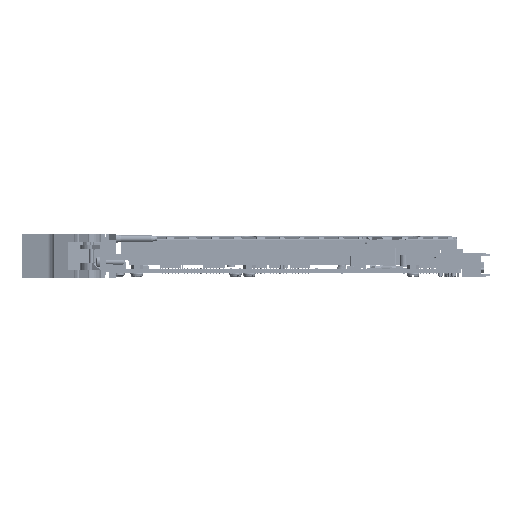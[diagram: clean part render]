
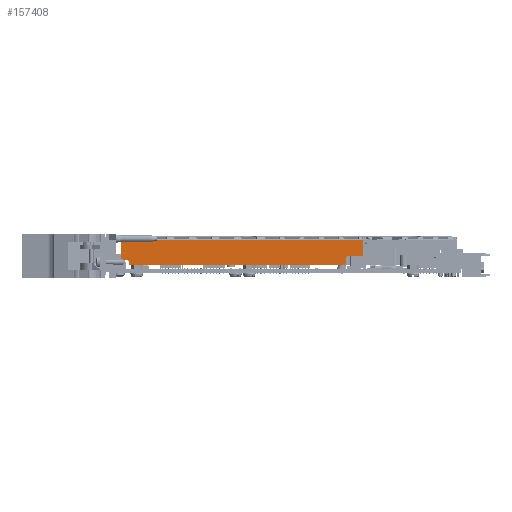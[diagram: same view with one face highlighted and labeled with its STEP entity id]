
A CAD part, front view. The second image highlights one B-rep face of the part: STEP entity #157408.
In plain terms, the highlighted planar face has unit normal (0, -1, 0).
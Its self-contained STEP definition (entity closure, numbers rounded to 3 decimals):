
#306 = CARTESIAN_POINT ( 'NONE',  ( 26.043, -44.38, -3.149 ) ) ;
#24488 = VECTOR ( 'NONE', #85534, 1000. ) ;
#24498 = CIRCLE ( 'NONE', #57164, 1. ) ;
#24508 = LINE ( 'NONE', #85568, #24511 ) ;
#24511 = VECTOR ( 'NONE', #85569, 1000. ) ;
#24519 = CIRCLE ( 'NONE', #57187, 1. ) ;
#24538 = LINE ( 'NONE', #85587, #24540 ) ;
#24540 = VECTOR ( 'NONE', #85581, 1000. ) ;
#24547 = LINE ( 'NONE', #85611, #24550 ) ;
#24550 = VECTOR ( 'NONE', #85626, 1000. ) ;
#38153 = FACE_OUTER_BOUND ( 'NONE', #228238, .T. ) ;
#57127 = AXIS2_PLACEMENT_3D ( 'NONE', #85463, #85464, #85465 ) ;
#57131 = AXIS2_PLACEMENT_3D ( 'NONE', #85480, #85481, #85482 ) ;
#57134 = AXIS2_PLACEMENT_3D ( 'NONE', #85495, #85496, #85497 ) ;
#57152 = AXIS2_PLACEMENT_3D ( 'NONE', #85517, #85518, #85519 ) ;
#57164 = AXIS2_PLACEMENT_3D ( 'NONE', #85546, #85547, #85548 ) ;
#57187 = AXIS2_PLACEMENT_3D ( 'NONE', #85583, #85584, #85585 ) ;
#85457 = CARTESIAN_POINT ( 'NONE',  ( 75.779, -44.38, -6.149 ) ) ;
#85459 = DIRECTION ( 'NONE',  ( -1., 0., 0. ) ) ;
#85463 = CARTESIAN_POINT ( 'NONE',  ( -72.24, -44.38, -5.149 ) ) ;
#85464 = DIRECTION ( 'NONE',  ( 0., -1., 0. ) ) ;
#85465 = DIRECTION ( 'NONE',  ( 0., 0., 1. ) ) ;
#85466 = CARTESIAN_POINT ( 'NONE',  ( -73.24, -44.38, -4.649 ) ) ;
#85467 = DIRECTION ( 'NONE',  ( 0., 0., 1. ) ) ;
#85470 = CARTESIAN_POINT ( 'NONE',  ( -76.84, -44.38, -3.649 ) ) ;
#85471 = DIRECTION ( 'NONE',  ( -1., 0., 0. ) ) ;
#85480 = CARTESIAN_POINT ( 'NONE',  ( -75.84, -44.38, -2.649 ) ) ;
#85481 = DIRECTION ( 'NONE',  ( 0., -1., 0. ) ) ;
#85482 = DIRECTION ( 'NONE',  ( 0., 0., 1. ) ) ;
#85483 = CARTESIAN_POINT ( 'NONE',  ( -76.84, -44.38, -6.149 ) ) ;
#85484 = DIRECTION ( 'NONE',  ( 0., 0., 1. ) ) ;
#85495 = CARTESIAN_POINT ( 'NONE',  ( -74.24, -44.38, -4.649 ) ) ;
#85496 = DIRECTION ( 'NONE',  ( 0., -1., 0. ) ) ;
#85497 = DIRECTION ( 'NONE',  ( -1., 0., 0. ) ) ;
#85517 = CARTESIAN_POINT ( 'NONE',  ( 25.043, -44.38, -5.149 ) ) ;
#85518 = DIRECTION ( 'NONE',  ( 0., -1., 0. ) ) ;
#85519 = DIRECTION ( 'NONE',  ( 0., 0., 1. ) ) ;
#85533 = CARTESIAN_POINT ( 'NONE',  ( 26.043, -44.38, -2.149 ) ) ;
#85534 = DIRECTION ( 'NONE',  ( 0., 0., -1. ) ) ;
#85546 = CARTESIAN_POINT ( 'NONE',  ( 27.043, -44.38, -3.149 ) ) ;
#85547 = DIRECTION ( 'NONE',  ( 0., 1., 0. ) ) ;
#85548 = DIRECTION ( 'NONE',  ( 0., 0., 1. ) ) ;
#85568 = CARTESIAN_POINT ( 'NONE',  ( 34.043, -44.38, -2.149 ) ) ;
#85569 = DIRECTION ( 'NONE',  ( -1., 0., 0. ) ) ;
#85581 = DIRECTION ( 'NONE',  ( 0., 0., 1. ) ) ;
#85583 = CARTESIAN_POINT ( 'NONE',  ( 33.043, -44.38, -1.149 ) ) ;
#85584 = DIRECTION ( 'NONE',  ( 0., -1., 0. ) ) ;
#85585 = DIRECTION ( 'NONE',  ( 0., 0., 1. ) ) ;
#85587 = CARTESIAN_POINT ( 'NONE',  ( 34.043, -44.38, -6.149 ) ) ;
#85611 = CARTESIAN_POINT ( 'NONE',  ( 75.779, -44.38, 5.114 ) ) ;
#85626 = DIRECTION ( 'NONE',  ( 1., 0., 0. ) ) ;
#104887 = ORIENTED_EDGE ( 'NONE', *, *, #172271, .F. ) ;
#104891 = ORIENTED_EDGE ( 'NONE', *, *, #172268, .T. ) ;
#104894 = ORIENTED_EDGE ( 'NONE', *, *, #172263, .F. ) ;
#104897 = ORIENTED_EDGE ( 'NONE', *, *, #172281, .F. ) ;
#104900 = ORIENTED_EDGE ( 'NONE', *, *, #172261, .F. ) ;
#104903 = ORIENTED_EDGE ( 'NONE', *, *, #172257, .T. ) ;
#104905 = ORIENTED_EDGE ( 'NONE', *, *, #172254, .F. ) ;
#104908 = ORIENTED_EDGE ( 'NONE', *, *, #172293, .T. ) ;
#104911 = ORIENTED_EDGE ( 'NONE', *, *, #172307, .F. ) ;
#104914 = ORIENTED_EDGE ( 'NONE', *, *, #172317, .T. ) ;
#104917 = ORIENTED_EDGE ( 'NONE', *, *, #172328, .F. ) ;
#104921 = ORIENTED_EDGE ( 'NONE', *, *, #172338, .T. ) ;
#104925 = ORIENTED_EDGE ( 'NONE', *, *, #172354, .T. ) ;
#104928 = ORIENTED_EDGE ( 'NONE', *, *, #172366, .F. ) ;
#124847 = CARTESIAN_POINT ( 'NONE',  ( -76.84, -44.38, 5.114 ) ) ;
#125043 = CARTESIAN_POINT ( 'NONE',  ( 25.043, -44.38, -6.149 ) ) ;
#125427 = CARTESIAN_POINT ( 'NONE',  ( -75.84, -44.38, -3.649 ) ) ;
#126286 = CARTESIAN_POINT ( 'NONE',  ( -74.24, -44.38, -3.649 ) ) ;
#142230 = VERTEX_POINT ( 'NONE', #233542 ) ;
#142310 = VERTEX_POINT ( 'NONE', #233604 ) ;
#155869 = VERTEX_POINT ( 'NONE', #124847 ) ;
#155913 = VERTEX_POINT ( 'NONE', #125043 ) ;
#155957 = VERTEX_POINT ( 'NONE', #125427 ) ;
#156059 = VERTEX_POINT ( 'NONE', #126286 ) ;
#156619 = VERTEX_POINT ( 'NONE', #220573 ) ;
#157324 = VERTEX_POINT ( 'NONE', #162230 ) ;
#157408 = ADVANCED_FACE ( 'NONE', ( #38153 ), #162452, .F. ) ;
#157610 = VERTEX_POINT ( 'NONE', #162984 ) ;
#157639 = VERTEX_POINT ( 'NONE', #163203 ) ;
#157908 = VERTEX_POINT ( 'NONE', #229419 ) ;
#158358 = VERTEX_POINT ( 'NONE', #234250 ) ;
#158566 = VERTEX_POINT ( 'NONE', #235273 ) ;
#158672 = VERTEX_POINT ( 'NONE', #306 ) ;
#162230 = CARTESIAN_POINT ( 'NONE',  ( 33.043, -44.38, -2.149 ) ) ;
#162452 = PLANE ( 'NONE',  #201846 ) ;
#162459 = CARTESIAN_POINT ( 'NONE',  ( 75.779, -44.38, -6.149 ) ) ;
#162460 = DIRECTION ( 'NONE',  ( 0., 1., 0. ) ) ;
#162461 = DIRECTION ( 'NONE',  ( 0., 0., 1. ) ) ;
#162984 = CARTESIAN_POINT ( 'NONE',  ( -76.84, -44.38, -2.649 ) ) ;
#163203 = CARTESIAN_POINT ( 'NONE',  ( 34.043, -44.38, -1.149 ) ) ;
#168414 = LINE ( 'NONE', #85457, #168425 ) ;
#168425 = VECTOR ( 'NONE', #85459, 1000. ) ;
#168428 = CIRCLE ( 'NONE', #57127, 1. ) ;
#168441 = LINE ( 'NONE', #85466, #168453 ) ;
#168453 = VECTOR ( 'NONE', #85467, 1000. ) ;
#168457 = LINE ( 'NONE', #85470, #168465 ) ;
#168465 = VECTOR ( 'NONE', #85471, 1000. ) ;
#168485 = CIRCLE ( 'NONE', #57131, 1. ) ;
#168496 = LINE ( 'NONE', #85483, #168509 ) ;
#168509 = VECTOR ( 'NONE', #85484, 1000. ) ;
#168537 = CIRCLE ( 'NONE', #57134, 1. ) ;
#168583 = CIRCLE ( 'NONE', #57152, 1. ) ;
#168631 = LINE ( 'NONE', #85533, #24488 ) ;
#172254 = EDGE_CURVE ( 'NONE', #155913, #156619, #168414, .T. ) ;
#172257 = EDGE_CURVE ( 'NONE', #157908, #156619, #168428, .T. ) ;
#172261 = EDGE_CURVE ( 'NONE', #157908, #158358, #168441, .T. ) ;
#172263 = EDGE_CURVE ( 'NONE', #156059, #155957, #168457, .T. ) ;
#172268 = EDGE_CURVE ( 'NONE', #157610, #155957, #168485, .T. ) ;
#172271 = EDGE_CURVE ( 'NONE', #157610, #155869, #168496, .T. ) ;
#172281 = EDGE_CURVE ( 'NONE', #158358, #156059, #168537, .T. ) ;
#172293 = EDGE_CURVE ( 'NONE', #155913, #158566, #168583, .T. ) ;
#172307 = EDGE_CURVE ( 'NONE', #158672, #158566, #168631, .T. ) ;
#172317 = EDGE_CURVE ( 'NONE', #158672, #142230, #24498, .T. ) ;
#172328 = EDGE_CURVE ( 'NONE', #157324, #142230, #24508, .T. ) ;
#172338 = EDGE_CURVE ( 'NONE', #157324, #157639, #24519, .T. ) ;
#172354 = EDGE_CURVE ( 'NONE', #157639, #142310, #24538, .T. ) ;
#172366 = EDGE_CURVE ( 'NONE', #155869, #142310, #24547, .T. ) ;
#201846 = AXIS2_PLACEMENT_3D ( 'NONE', #162459, #162460, #162461 ) ;
#220573 = CARTESIAN_POINT ( 'NONE',  ( -72.24, -44.38, -6.149 ) ) ;
#228238 = EDGE_LOOP ( 'NONE', ( #104887, #104891, #104894, #104897, #104900, #104903, #104905, #104908, #104911, #104914, #104917, #104921, #104925, #104928 ) ) ;
#229419 = CARTESIAN_POINT ( 'NONE',  ( -73.24, -44.38, -5.149 ) ) ;
#233542 = CARTESIAN_POINT ( 'NONE',  ( 27.043, -44.38, -2.149 ) ) ;
#233604 = CARTESIAN_POINT ( 'NONE',  ( 34.043, -44.38, 5.114 ) ) ;
#234250 = CARTESIAN_POINT ( 'NONE',  ( -73.24, -44.38, -4.649 ) ) ;
#235273 = CARTESIAN_POINT ( 'NONE',  ( 26.043, -44.38, -5.149 ) ) ;
